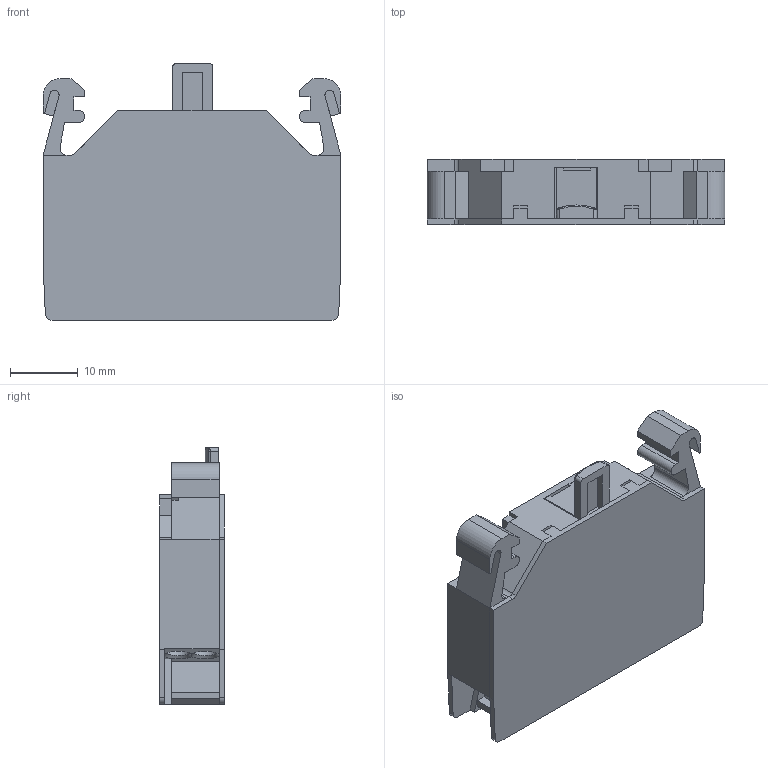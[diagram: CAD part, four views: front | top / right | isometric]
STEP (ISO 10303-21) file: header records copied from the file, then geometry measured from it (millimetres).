
FILE_DESCRIPTION(/* description */ (''),/* implementation_level */ '2;1');
FILE_NAME(/* name */ 'DTO_ipt.stp',/* time_stamp */ '2014-12-11T16:18:41+01:00',/* author */ ('thagel'),/* organization */ (''),/* preprocessor_version */ 'ST-DEVELOPER v15.2',/* originating_system */ 'Autodesk Inventor 2014',/* authorisation */ '');
FILE_SCHEMA (('AUTOMOTIVE_DESIGN { 1 0 10303 214 3 1 1 }'));
Length unit declared in the file: centimetre
Products named in the file (1): DTO A03
Bounding box: 44 x 9.6 x 37.9 mm (x, y, z)
Volume: 10714.1 mm3; surface area: 6376 mm2
Topology: 1 solids, 7 shells, 288 faces, 782 edges, 508 vertices
Faces by surface type: plane 234, cylinder 47, cone 4, bspline 2, torus 1
Full cylindrical faces by diameter (mm): 1.6 x2, 2.2 x2, 2.3 x2, 3.5 x4
Entity records: 9178 total; most frequent: CARTESIAN_POINT 1639, ORIENTED_EDGE 1528, DIRECTION 1431, EDGE_CURVE 764, LINE 651, VECTOR 651, VERTEX_POINT 504, AXIS2_PLACEMENT_3D 390
